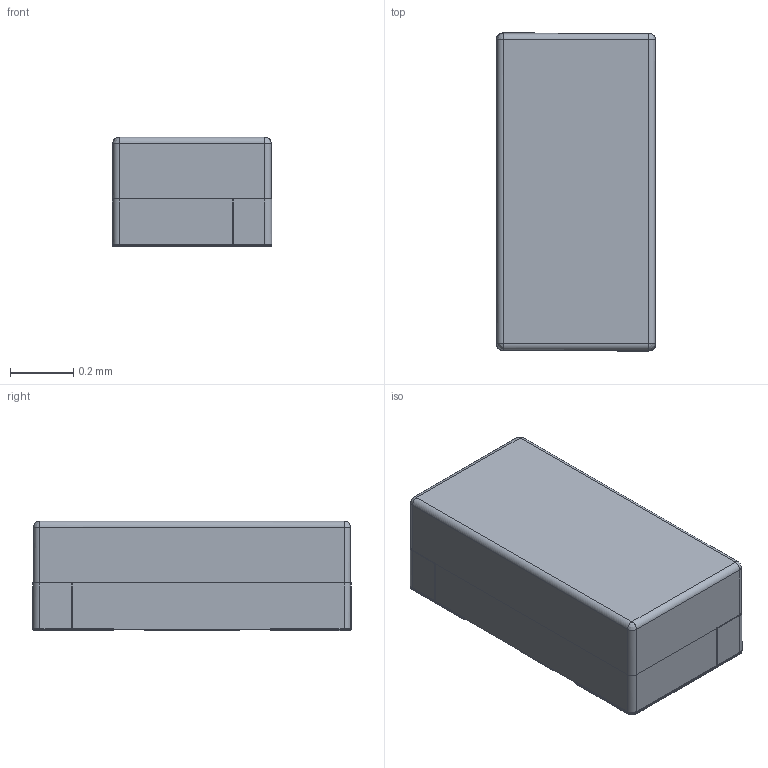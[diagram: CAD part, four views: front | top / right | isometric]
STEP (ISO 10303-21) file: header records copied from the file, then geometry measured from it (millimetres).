
FILE_DESCRIPTION (( 'STEP AP214' ), '1' );
FILE_NAME ('0402_led_red.STEP', '2021-02-25T08:13:52', ( '' ), ( '' ), 'SwSTEP 2.0', 'SolidWorks 2020', '' );
FILE_SCHEMA (( 'AUTOMOTIVE_DESIGN' ));
Length unit declared in the file: millimetre
Products named in the file (1): 0402_led_red
Bounding box: 0.5 x 1 x 0.35 mm (x, y, z)
Surface area: 5 mm2 (no closed solid volume)
Topology: 0 solids, 13 shells, 198 faces, 432 edges, 252 vertices
Faces by surface type: bspline 136, plane 62
Entity records: 7001 total; most frequent: CARTESIAN_POINT 4161, ORIENTED_EDGE 844, EDGE_CURVE 428, B_SPLINE_CURVE_WITH_KNOTS 286, VERTEX_POINT 252, FACE_OUTER_BOUND 198, ADVANCED_FACE 198, EDGE_LOOP 198
